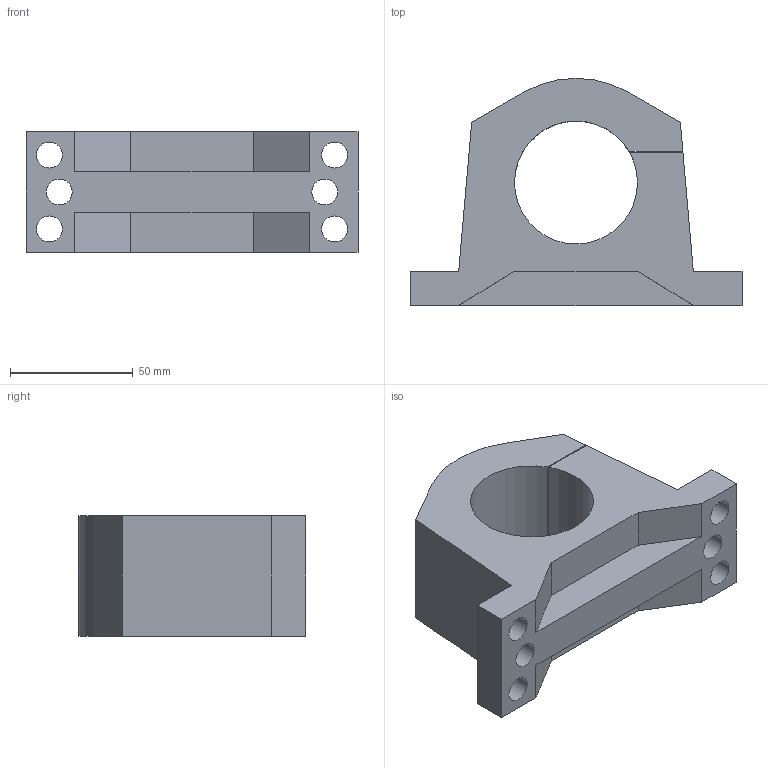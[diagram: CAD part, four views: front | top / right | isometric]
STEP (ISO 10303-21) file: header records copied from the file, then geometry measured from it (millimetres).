
FILE_DESCRIPTION (( 'STEP AP214' ), '1' );
FILE_NAME ('ZAK Klemmbock STEP.STEP', '2024-12-13T10:38:31', ( '' ), ( '' ), 'SwSTEP 2.0', 'SolidWorks 2023', '' );
FILE_SCHEMA (( 'AUTOMOTIVE_DESIGN' ));
Length unit declared in the file: millimetre
Products named in the file (1): ZAK Klemmbock STEP
Bounding box: 135 x 92.37 x 49 mm (x, y, z)
Volume: 268430.2 mm3; surface area: 44833.2 mm2
Topology: 1 solids, 1 shells, 30 faces, 84 edges, 56 vertices
Faces by surface type: plane 22, cylinder 8
Full cylindrical faces by diameter (mm): 10.5 x6
Entity records: 981 total; most frequent: CARTESIAN_POINT 165, DIRECTION 156, ORIENTED_EDGE 156, EDGE_CURVE 78, VECTOR 62, LINE 62, VERTEX_POINT 56, EDGE_LOOP 48
